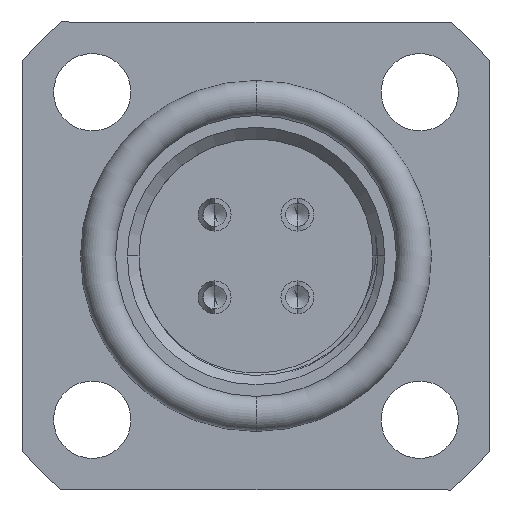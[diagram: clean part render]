
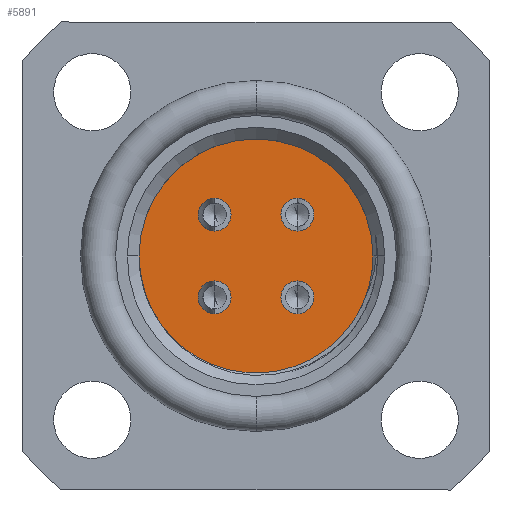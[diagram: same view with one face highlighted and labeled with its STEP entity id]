
A CAD part, left-side view. The second image highlights one B-rep face of the part: STEP entity #5891.
In plain terms, the highlighted face is planar.
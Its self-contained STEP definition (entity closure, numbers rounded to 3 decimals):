
#8 = DIRECTION ( 'NONE',  ( 0., 0., -1. ) ) ;
#51 = CARTESIAN_POINT ( 'NONE',  ( 11.2, 0., 0. ) ) ;
#156 = CARTESIAN_POINT ( 'NONE',  ( 11.2, -1.768, -1.068 ) ) ;
#279 = CIRCLE ( 'NONE', #7796, 0.7 ) ;
#378 = VERTEX_POINT ( 'NONE', #872 ) ;
#447 = CARTESIAN_POINT ( 'NONE',  ( 11.2, -1.768, 1.768 ) ) ;
#475 = FACE_OUTER_BOUND ( 'NONE', #6845, .T. ) ;
#805 = EDGE_CURVE ( 'NONE', #3527, #2132, #6028, .T. ) ;
#872 = CARTESIAN_POINT ( 'NONE',  ( 11.2, 1.768, -1.068 ) ) ;
#876 = EDGE_CURVE ( 'NONE', #8385, #1536, #4387, .T. ) ;
#889 = CARTESIAN_POINT ( 'NONE',  ( 11.2, -1.768, -1.768 ) ) ;
#897 = ORIENTED_EDGE ( 'NONE', *, *, #3085, .F. ) ;
#933 = EDGE_CURVE ( 'NONE', #4765, #4218, #4538, .T. ) ;
#1052 = CARTESIAN_POINT ( 'NONE',  ( 11.2, 1.768, 1.068 ) ) ;
#1069 = DIRECTION ( 'NONE',  ( 1., 0., 0. ) ) ;
#1097 = DIRECTION ( 'NONE',  ( 1., 0., 0. ) ) ;
#1116 = CIRCLE ( 'NONE', #2288, 5.25 ) ;
#1266 = DIRECTION ( 'NONE',  ( 0., 0., 1. ) ) ;
#1397 = DIRECTION ( 'NONE',  ( 1., 0., 0. ) ) ;
#1425 = EDGE_LOOP ( 'NONE', ( #7889, #7408 ) ) ;
#1536 = VERTEX_POINT ( 'NONE', #8223 ) ;
#1628 = DIRECTION ( 'NONE',  ( 0., 0., -1. ) ) ;
#1708 = AXIS2_PLACEMENT_3D ( 'NONE', #8412, #1397, #8 ) ;
#1727 = ORIENTED_EDGE ( 'NONE', *, *, #7696, .T. ) ;
#1814 = DIRECTION ( 'NONE',  ( 0., 0., -1. ) ) ;
#1982 = DIRECTION ( 'NONE',  ( 1., 0., 0. ) ) ;
#2001 = EDGE_CURVE ( 'NONE', #1536, #8385, #5447, .T. ) ;
#2024 = CARTESIAN_POINT ( 'NONE',  ( 11.2, -1.768, 2.468 ) ) ;
#2132 = VERTEX_POINT ( 'NONE', #2024 ) ;
#2198 = ORIENTED_EDGE ( 'NONE', *, *, #3750, .F. ) ;
#2288 = AXIS2_PLACEMENT_3D ( 'NONE', #51, #2983, #5153 ) ;
#2682 = CARTESIAN_POINT ( 'NONE',  ( 11.2, 1.768, -1.768 ) ) ;
#2693 = CARTESIAN_POINT ( 'NONE',  ( 11.2, 1.768, -2.468 ) ) ;
#2781 = EDGE_CURVE ( 'NONE', #378, #5641, #3976, .T. ) ;
#2983 = DIRECTION ( 'NONE',  ( 1., 0., 0. ) ) ;
#3085 = EDGE_CURVE ( 'NONE', #4218, #4765, #279, .T. ) ;
#3320 = DIRECTION ( 'NONE',  ( 0., 0., -1. ) ) ;
#3350 = FACE_BOUND ( 'NONE', #5797, .T. ) ;
#3354 = AXIS2_PLACEMENT_3D ( 'NONE', #889, #6540, #1814 ) ;
#3431 = CARTESIAN_POINT ( 'NONE',  ( 11.2, 4., 0. ) ) ;
#3527 = VERTEX_POINT ( 'NONE', #5368 ) ;
#3660 = AXIS2_PLACEMENT_3D ( 'NONE', #8059, #1097, #3774 ) ;
#3686 = VERTEX_POINT ( 'NONE', #8105 ) ;
#3692 = AXIS2_PLACEMENT_3D ( 'NONE', #3852, #1069, #4652 ) ;
#3750 = EDGE_CURVE ( 'NONE', #2132, #3527, #5477, .T. ) ;
#3774 = DIRECTION ( 'NONE',  ( 0., 0., -1. ) ) ;
#3792 = CARTESIAN_POINT ( 'NONE',  ( 11.2, 1.768, 2.468 ) ) ;
#3800 = CARTESIAN_POINT ( 'NONE',  ( 11.2, 0., -5.25 ) ) ;
#3841 = AXIS2_PLACEMENT_3D ( 'NONE', #447, #5405, #3320 ) ;
#3852 = CARTESIAN_POINT ( 'NONE',  ( 11.2, 0., 0. ) ) ;
#3884 = ORIENTED_EDGE ( 'NONE', *, *, #805, .F. ) ;
#3976 = CIRCLE ( 'NONE', #5739, 0.7 ) ;
#4218 = VERTEX_POINT ( 'NONE', #3792 ) ;
#4272 = DIRECTION ( 'NONE',  ( 1., 0., 0. ) ) ;
#4276 = EDGE_CURVE ( 'NONE', #6329, #3686, #4595, .T. ) ;
#4387 = CIRCLE ( 'NONE', #3354, 0.7 ) ;
#4538 = CIRCLE ( 'NONE', #8218, 0.7 ) ;
#4595 = CIRCLE ( 'NONE', #3692, 5.25 ) ;
#4652 = DIRECTION ( 'NONE',  ( 0., 0., -1. ) ) ;
#4765 = VERTEX_POINT ( 'NONE', #1052 ) ;
#5102 = AXIS2_PLACEMENT_3D ( 'NONE', #2682, #4272, #6397 ) ;
#5126 = EDGE_LOOP ( 'NONE', ( #8870, #897 ) ) ;
#5153 = DIRECTION ( 'NONE',  ( 0., 0., -1. ) ) ;
#5166 = CARTESIAN_POINT ( 'NONE',  ( 11.2, 1.768, 1.768 ) ) ;
#5368 = CARTESIAN_POINT ( 'NONE',  ( 11.2, -1.768, 1.068 ) ) ;
#5405 = DIRECTION ( 'NONE',  ( 1., 0., 0. ) ) ;
#5447 = CIRCLE ( 'NONE', #3660, 0.7 ) ;
#5477 = CIRCLE ( 'NONE', #3841, 0.7 ) ;
#5527 = ORIENTED_EDGE ( 'NONE', *, *, #4276, .T. ) ;
#5556 = DIRECTION ( 'NONE',  ( -1., 0., 0. ) ) ;
#5641 = VERTEX_POINT ( 'NONE', #2693 ) ;
#5739 = AXIS2_PLACEMENT_3D ( 'NONE', #5867, #1982, #7611 ) ;
#5797 = EDGE_LOOP ( 'NONE', ( #3884, #2198 ) ) ;
#5845 = DIRECTION ( 'NONE',  ( 0., 0., -1. ) ) ;
#5867 = CARTESIAN_POINT ( 'NONE',  ( 11.2, 1.768, -1.768 ) ) ;
#5891 = ADVANCED_FACE ( 'NONE', ( #6255, #8314, #3350, #7675, #475 ), #6093, .F. ) ;
#6028 = CIRCLE ( 'NONE', #1708, 0.7 ) ;
#6042 = CARTESIAN_POINT ( 'NONE',  ( 11.2, 1.768, 1.768 ) ) ;
#6093 = PLANE ( 'NONE',  #7409 ) ;
#6255 = FACE_BOUND ( 'NONE', #1425, .T. ) ;
#6329 = VERTEX_POINT ( 'NONE', #3800 ) ;
#6397 = DIRECTION ( 'NONE',  ( 0., 0., -1. ) ) ;
#6540 = DIRECTION ( 'NONE',  ( 1., 0., 0. ) ) ;
#6608 = EDGE_LOOP ( 'NONE', ( #7331, #7154 ) ) ;
#6845 = EDGE_LOOP ( 'NONE', ( #5527, #1727 ) ) ;
#7154 = ORIENTED_EDGE ( 'NONE', *, *, #876, .F. ) ;
#7331 = ORIENTED_EDGE ( 'NONE', *, *, #2001, .F. ) ;
#7408 = ORIENTED_EDGE ( 'NONE', *, *, #2781, .F. ) ;
#7409 = AXIS2_PLACEMENT_3D ( 'NONE', #3431, #5556, #1266 ) ;
#7548 = EDGE_CURVE ( 'NONE', #5641, #378, #9083, .T. ) ;
#7611 = DIRECTION ( 'NONE',  ( 0., 0., -1. ) ) ;
#7675 = FACE_BOUND ( 'NONE', #5126, .T. ) ;
#7696 = EDGE_CURVE ( 'NONE', #3686, #6329, #1116, .T. ) ;
#7796 = AXIS2_PLACEMENT_3D ( 'NONE', #5166, #7956, #1628 ) ;
#7889 = ORIENTED_EDGE ( 'NONE', *, *, #7548, .F. ) ;
#7956 = DIRECTION ( 'NONE',  ( 1., 0., 0. ) ) ;
#8059 = CARTESIAN_POINT ( 'NONE',  ( 11.2, -1.768, -1.768 ) ) ;
#8105 = CARTESIAN_POINT ( 'NONE',  ( 11.2, 0., 5.25 ) ) ;
#8218 = AXIS2_PLACEMENT_3D ( 'NONE', #6042, #8846, #5845 ) ;
#8223 = CARTESIAN_POINT ( 'NONE',  ( 11.2, -1.768, -2.468 ) ) ;
#8314 = FACE_BOUND ( 'NONE', #6608, .T. ) ;
#8385 = VERTEX_POINT ( 'NONE', #156 ) ;
#8412 = CARTESIAN_POINT ( 'NONE',  ( 11.2, -1.768, 1.768 ) ) ;
#8846 = DIRECTION ( 'NONE',  ( 1., 0., 0. ) ) ;
#8870 = ORIENTED_EDGE ( 'NONE', *, *, #933, .F. ) ;
#9083 = CIRCLE ( 'NONE', #5102, 0.7 ) ;
